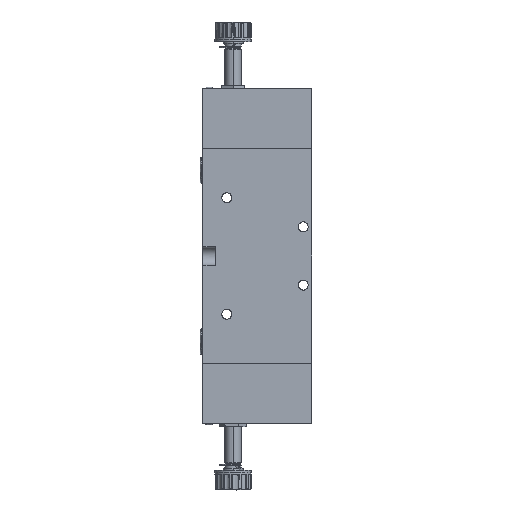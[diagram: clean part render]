
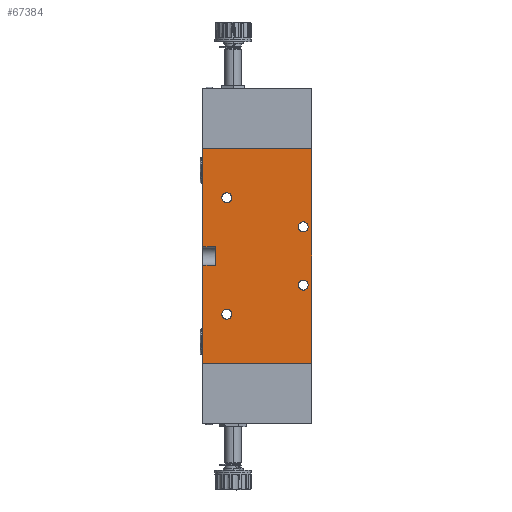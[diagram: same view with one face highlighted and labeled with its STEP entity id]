
A CAD part, left-side view. The second image highlights one B-rep face of the part: STEP entity #67384.
In plain terms, the highlighted planar face has unit normal (-1, 0, 0).
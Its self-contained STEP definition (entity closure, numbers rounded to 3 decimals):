
#436 = EDGE_CURVE ( 'NONE', #34976, #18675, #18896, .T. ) ;
#1346 = EDGE_LOOP ( 'NONE', ( #58940, #40906 ) ) ;
#1742 = DIRECTION ( 'NONE',  ( -1., 0., 0. ) ) ;
#2293 = DIRECTION ( 'NONE',  ( 0., 0., 1. ) ) ;
#2532 = CARTESIAN_POINT ( 'NONE',  ( -20., 23., 118. ) ) ;
#4453 = EDGE_CURVE ( 'NONE', #65981, #43894, #31705, .T. ) ;
#5001 = FACE_OUTER_BOUND ( 'NONE', #37253, .T. ) ;
#5305 = DIRECTION ( 'NONE',  ( 0., 0., -1. ) ) ;
#5710 = CARTESIAN_POINT ( 'NONE',  ( -20., 30., 118. ) ) ;
#6346 = EDGE_CURVE ( 'NONE', #18675, #15184, #47166, .T. ) ;
#6354 = ORIENTED_EDGE ( 'NONE', *, *, #37279, .F. ) ;
#6858 = AXIS2_PLACEMENT_3D ( 'NONE', #24823, #67091, #41259 ) ;
#7272 = AXIS2_PLACEMENT_3D ( 'NONE', #7701, #49270, #38909 ) ;
#7701 = CARTESIAN_POINT ( 'NONE',  ( -20., -25.2, 75. ) ) ;
#7820 = CARTESIAN_POINT ( 'NONE',  ( -20., -25.2, 43. ) ) ;
#8061 = LINE ( 'NONE', #37858, #25362 ) ;
#8083 = CIRCLE ( 'NONE', #22602, 2.75 ) ;
#8209 = VECTOR ( 'NONE', #50142, 1000. ) ;
#8426 = CARTESIAN_POINT ( 'NONE',  ( -20., -30., 0. ) ) ;
#8755 = CARTESIAN_POINT ( 'NONE',  ( -20., -25.2, 77.75 ) ) ;
#9595 = ORIENTED_EDGE ( 'NONE', *, *, #32697, .F. ) ;
#9783 = VERTEX_POINT ( 'NONE', #23889 ) ;
#10419 = CARTESIAN_POINT ( 'NONE',  ( -20., -25.2, 40.25 ) ) ;
#10709 = EDGE_CURVE ( 'NONE', #50321, #61965, #22221, .T. ) ;
#10869 = AXIS2_PLACEMENT_3D ( 'NONE', #7820, #65762, #55152 ) ;
#11519 = CARTESIAN_POINT ( 'NONE',  ( -20., -30., 118. ) ) ;
#11548 = CARTESIAN_POINT ( 'NONE',  ( -20., 23., 64. ) ) ;
#12023 = CARTESIAN_POINT ( 'NONE',  ( -20., -25.2, 45.75 ) ) ;
#12096 = ORIENTED_EDGE ( 'NONE', *, *, #4453, .F. ) ;
#12416 = FACE_BOUND ( 'NONE', #61998, .T. ) ;
#12422 = VERTEX_POINT ( 'NONE', #11548 ) ;
#12797 = AXIS2_PLACEMENT_3D ( 'NONE', #27386, #1742, #33677 ) ;
#12873 = CARTESIAN_POINT ( 'NONE',  ( -20., -30., 0. ) ) ;
#13283 = CARTESIAN_POINT ( 'NONE',  ( -20., -30., 118. ) ) ;
#13860 = DIRECTION ( 'NONE',  ( -1., 0., 0. ) ) ;
#13948 = DIRECTION ( 'NONE',  ( 0., 1., 0. ) ) ;
#14066 = EDGE_CURVE ( 'NONE', #28211, #34976, #40537, .T. ) ;
#14191 = DIRECTION ( 'NONE',  ( 0., 0., -1. ) ) ;
#15184 = VERTEX_POINT ( 'NONE', #12873 ) ;
#16981 = VERTEX_POINT ( 'NONE', #25566 ) ;
#17184 = AXIS2_PLACEMENT_3D ( 'NONE', #19725, #25257, #14191 ) ;
#17335 = FACE_BOUND ( 'NONE', #57084, .T. ) ;
#17392 = ORIENTED_EDGE ( 'NONE', *, *, #10709, .F. ) ;
#18127 = AXIS2_PLACEMENT_3D ( 'NONE', #13283, #50493, #48619 ) ;
#18675 = VERTEX_POINT ( 'NONE', #40352 ) ;
#18896 = LINE ( 'NONE', #11519, #23014 ) ;
#19019 = FACE_BOUND ( 'NONE', #30228, .T. ) ;
#19510 = CIRCLE ( 'NONE', #12797, 2.75 ) ;
#19725 = CARTESIAN_POINT ( 'NONE',  ( -20., 16.8, 91. ) ) ;
#19815 = LINE ( 'NONE', #8426, #62814 ) ;
#20283 = LINE ( 'NONE', #2532, #50089 ) ;
#21401 = DIRECTION ( 'NONE',  ( -1., 0., 0. ) ) ;
#21785 = LINE ( 'NONE', #5710, #27570 ) ;
#22221 = LINE ( 'NONE', #60937, #8209 ) ;
#22602 = AXIS2_PLACEMENT_3D ( 'NONE', #54090, #28209, #65137 ) ;
#23014 = VECTOR ( 'NONE', #49163, 1000. ) ;
#23889 = CARTESIAN_POINT ( 'NONE',  ( -20., 30., 0. ) ) ;
#23984 = CIRCLE ( 'NONE', #67450, 2.75 ) ;
#24823 = CARTESIAN_POINT ( 'NONE',  ( -20., -25.2, 75. ) ) ;
#25257 = DIRECTION ( 'NONE',  ( -1., 0., 0. ) ) ;
#25362 = VECTOR ( 'NONE', #32964, 1000. ) ;
#25566 = CARTESIAN_POINT ( 'NONE',  ( -20., 16.8, 29.75 ) ) ;
#26395 = VECTOR ( 'NONE', #61367, 1000. ) ;
#27386 = CARTESIAN_POINT ( 'NONE',  ( -20., 16.8, 27. ) ) ;
#27570 = VECTOR ( 'NONE', #48658, 1000. ) ;
#28074 = EDGE_CURVE ( 'NONE', #16981, #52511, #8083, .T. ) ;
#28209 = DIRECTION ( 'NONE',  ( -1., 0., 0. ) ) ;
#28211 = VERTEX_POINT ( 'NONE', #55153 ) ;
#30071 = EDGE_CURVE ( 'NONE', #54109, #52575, #64306, .T. ) ;
#30228 = EDGE_LOOP ( 'NONE', ( #50665, #46669 ) ) ;
#31705 = CIRCLE ( 'NONE', #10869, 2.75 ) ;
#32697 = EDGE_CURVE ( 'NONE', #9783, #50321, #21785, .T. ) ;
#32964 = DIRECTION ( 'NONE',  ( 0., 1., 0. ) ) ;
#33677 = DIRECTION ( 'NONE',  ( 0., 0., -1. ) ) ;
#33702 = AXIS2_PLACEMENT_3D ( 'NONE', #50173, #13860, #50855 ) ;
#34976 = VERTEX_POINT ( 'NONE', #45308 ) ;
#36745 = CARTESIAN_POINT ( 'NONE',  ( -20., -25.2, 43. ) ) ;
#36896 = ORIENTED_EDGE ( 'NONE', *, *, #14066, .F. ) ;
#36956 = CIRCLE ( 'NONE', #17184, 2.75 ) ;
#37253 = EDGE_LOOP ( 'NONE', ( #53441, #61700, #17392, #9595, #37402, #49542, #63347, #36896 ) ) ;
#37279 = EDGE_CURVE ( 'NONE', #55643, #64534, #38770, .T. ) ;
#37402 = ORIENTED_EDGE ( 'NONE', *, *, #67607, .F. ) ;
#37858 = CARTESIAN_POINT ( 'NONE',  ( -20., -30., 64. ) ) ;
#38770 = CIRCLE ( 'NONE', #33702, 2.75 ) ;
#38909 = DIRECTION ( 'NONE',  ( 0., 0., -1. ) ) ;
#40352 = CARTESIAN_POINT ( 'NONE',  ( -20., -30., 118. ) ) ;
#40537 = LINE ( 'NONE', #50796, #26395 ) ;
#40602 = EDGE_CURVE ( 'NONE', #52511, #16981, #19510, .T. ) ;
#40782 = EDGE_CURVE ( 'NONE', #64534, #55643, #36956, .T. ) ;
#40906 = ORIENTED_EDGE ( 'NONE', *, *, #30071, .F. ) ;
#41259 = DIRECTION ( 'NONE',  ( 0., 0., -1. ) ) ;
#42168 = VECTOR ( 'NONE', #57983, 1000. ) ;
#43894 = VERTEX_POINT ( 'NONE', #12023 ) ;
#44040 = EDGE_CURVE ( 'NONE', #61965, #12422, #20283, .T. ) ;
#45308 = CARTESIAN_POINT ( 'NONE',  ( -20., 30., 118. ) ) ;
#45527 = FACE_BOUND ( 'NONE', #1346, .T. ) ;
#46669 = ORIENTED_EDGE ( 'NONE', *, *, #28074, .F. ) ;
#47166 = LINE ( 'NONE', #67699, #42168 ) ;
#48619 = DIRECTION ( 'NONE',  ( 0., 0., -1. ) ) ;
#48658 = DIRECTION ( 'NONE',  ( 0., 0., 1. ) ) ;
#49163 = DIRECTION ( 'NONE',  ( 0., -1., 0. ) ) ;
#49270 = DIRECTION ( 'NONE',  ( -1., 0., 0. ) ) ;
#49504 = CARTESIAN_POINT ( 'NONE',  ( -20., 30., 54. ) ) ;
#49542 = ORIENTED_EDGE ( 'NONE', *, *, #6346, .F. ) ;
#50089 = VECTOR ( 'NONE', #2293, 1000. ) ;
#50142 = DIRECTION ( 'NONE',  ( 0., -1., 0. ) ) ;
#50173 = CARTESIAN_POINT ( 'NONE',  ( -20., 16.8, 91. ) ) ;
#50321 = VERTEX_POINT ( 'NONE', #49504 ) ;
#50493 = DIRECTION ( 'NONE',  ( 1., 0., 0. ) ) ;
#50665 = ORIENTED_EDGE ( 'NONE', *, *, #40602, .F. ) ;
#50796 = CARTESIAN_POINT ( 'NONE',  ( -20., 30., 118. ) ) ;
#50855 = DIRECTION ( 'NONE',  ( 0., 0., -1. ) ) ;
#52511 = VERTEX_POINT ( 'NONE', #56265 ) ;
#52575 = VERTEX_POINT ( 'NONE', #63902 ) ;
#53441 = ORIENTED_EDGE ( 'NONE', *, *, #64177, .F. ) ;
#53511 = EDGE_CURVE ( 'NONE', #52575, #54109, #64844, .T. ) ;
#54090 = CARTESIAN_POINT ( 'NONE',  ( -20., 16.8, 27. ) ) ;
#54109 = VERTEX_POINT ( 'NONE', #8755 ) ;
#54473 = CARTESIAN_POINT ( 'NONE',  ( -20., 16.8, 88.25 ) ) ;
#55152 = DIRECTION ( 'NONE',  ( 0., 0., -1. ) ) ;
#55153 = CARTESIAN_POINT ( 'NONE',  ( -20., 30., 64. ) ) ;
#55643 = VERTEX_POINT ( 'NONE', #54473 ) ;
#56265 = CARTESIAN_POINT ( 'NONE',  ( -20., 16.8, 24.25 ) ) ;
#56284 = CARTESIAN_POINT ( 'NONE',  ( -20., 23., 54. ) ) ;
#56492 = ORIENTED_EDGE ( 'NONE', *, *, #63160, .F. ) ;
#57084 = EDGE_LOOP ( 'NONE', ( #6354, #60401 ) ) ;
#57983 = DIRECTION ( 'NONE',  ( 0., 0., -1. ) ) ;
#58940 = ORIENTED_EDGE ( 'NONE', *, *, #53511, .F. ) ;
#59877 = CARTESIAN_POINT ( 'NONE',  ( -20., 16.8, 93.75 ) ) ;
#60401 = ORIENTED_EDGE ( 'NONE', *, *, #40782, .F. ) ;
#60937 = CARTESIAN_POINT ( 'NONE',  ( -20., -30., 54. ) ) ;
#61367 = DIRECTION ( 'NONE',  ( 0., 0., 1. ) ) ;
#61700 = ORIENTED_EDGE ( 'NONE', *, *, #44040, .F. ) ;
#61965 = VERTEX_POINT ( 'NONE', #56284 ) ;
#61998 = EDGE_LOOP ( 'NONE', ( #12096, #56492 ) ) ;
#62814 = VECTOR ( 'NONE', #13948, 1000. ) ;
#63160 = EDGE_CURVE ( 'NONE', #43894, #65981, #23984, .T. ) ;
#63347 = ORIENTED_EDGE ( 'NONE', *, *, #436, .F. ) ;
#63902 = CARTESIAN_POINT ( 'NONE',  ( -20., -25.2, 72.25 ) ) ;
#64177 = EDGE_CURVE ( 'NONE', #12422, #28211, #8061, .T. ) ;
#64306 = CIRCLE ( 'NONE', #6858, 2.75 ) ;
#64534 = VERTEX_POINT ( 'NONE', #59877 ) ;
#64746 = PLANE ( 'NONE',  #18127 ) ;
#64844 = CIRCLE ( 'NONE', #7272, 2.75 ) ;
#65137 = DIRECTION ( 'NONE',  ( 0., 0., -1. ) ) ;
#65762 = DIRECTION ( 'NONE',  ( -1., 0., 0. ) ) ;
#65981 = VERTEX_POINT ( 'NONE', #10419 ) ;
#67091 = DIRECTION ( 'NONE',  ( -1., 0., 0. ) ) ;
#67384 = ADVANCED_FACE ( 'NONE', ( #19019, #17335, #5001, #12416, #45527 ), #64746, .F. ) ;
#67450 = AXIS2_PLACEMENT_3D ( 'NONE', #36745, #21401, #5305 ) ;
#67607 = EDGE_CURVE ( 'NONE', #15184, #9783, #19815, .T. ) ;
#67699 = CARTESIAN_POINT ( 'NONE',  ( -20., -30., 118. ) ) ;
